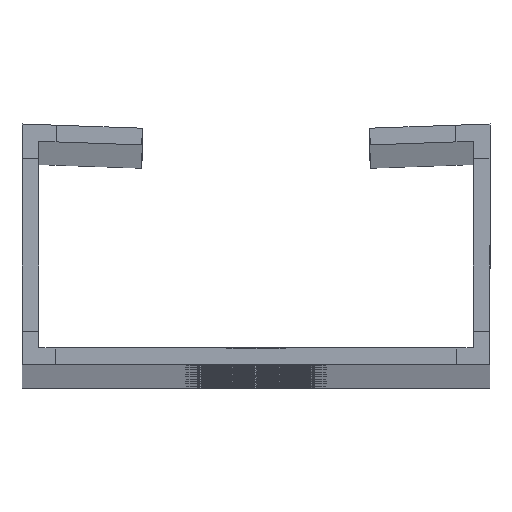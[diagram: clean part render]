
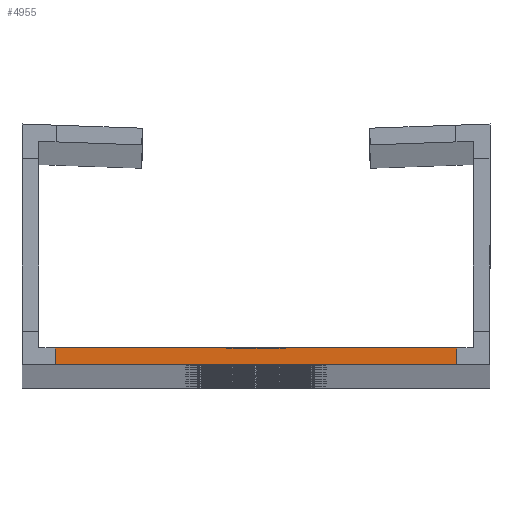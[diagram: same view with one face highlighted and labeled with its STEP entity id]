
A CAD part, top view. The second image highlights one B-rep face of the part: STEP entity #4955.
In plain terms, the highlighted planar face has unit normal (0, 0, 1).
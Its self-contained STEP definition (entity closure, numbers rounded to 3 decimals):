
#272 = ORIENTED_EDGE ( 'NONE', *, *, #8103, .T. ) ;
#413 = VERTEX_POINT ( 'NONE', #9489 ) ;
#1270 = PLANE ( 'NONE',  #4392 ) ;
#2436 = VECTOR ( 'NONE', #6633, 1000. ) ;
#2572 = VERTEX_POINT ( 'NONE', #4686 ) ;
#2625 = ORIENTED_EDGE ( 'NONE', *, *, #2706, .F. ) ;
#2706 = EDGE_CURVE ( 'NONE', #4195, #3844, #3764, .T. ) ;
#2815 = VECTOR ( 'NONE', #4145, 1000. ) ;
#3439 = DIRECTION ( 'NONE',  ( 0., 0., 1. ) ) ;
#3764 = LINE ( 'NONE', #7901, #2815 ) ;
#3844 = VERTEX_POINT ( 'NONE', #6517 ) ;
#3997 = LINE ( 'NONE', #5812, #7631 ) ;
#4145 = DIRECTION ( 'NONE',  ( 1., 0., 0. ) ) ;
#4195 = VERTEX_POINT ( 'NONE', #6857 ) ;
#4392 = AXIS2_PLACEMENT_3D ( 'NONE', #5827, #3439, #8834 ) ;
#4506 = EDGE_CURVE ( 'NONE', #2572, #3844, #3997, .T. ) ;
#4686 = CARTESIAN_POINT ( 'NONE',  ( 15., 0., 1000. ) ) ;
#4955 = ADVANCED_FACE ( 'NONE', ( #7378 ), #1270, .T. ) ;
#5812 = CARTESIAN_POINT ( 'NONE',  ( 15., 0., 1000. ) ) ;
#5827 = CARTESIAN_POINT ( 'NONE',  ( 16.25, 2.5, 1000. ) ) ;
#6384 = EDGE_LOOP ( 'NONE', ( #272, #6460, #2625, #8659 ) ) ;
#6415 = LINE ( 'NONE', #6599, #2436 ) ;
#6460 = ORIENTED_EDGE ( 'NONE', *, *, #4506, .T. ) ;
#6517 = CARTESIAN_POINT ( 'NONE',  ( 15., 1.25, 1000. ) ) ;
#6599 = CARTESIAN_POINT ( 'NONE',  ( -17.5, 0., 1000. ) ) ;
#6633 = DIRECTION ( 'NONE',  ( 1., 0., 0. ) ) ;
#6768 = VECTOR ( 'NONE', #9479, 1000. ) ;
#6857 = CARTESIAN_POINT ( 'NONE',  ( -15., 1.25, 1000. ) ) ;
#7378 = FACE_OUTER_BOUND ( 'NONE', #6384, .T. ) ;
#7387 = DIRECTION ( 'NONE',  ( 0., 1., 0. ) ) ;
#7631 = VECTOR ( 'NONE', #7387, 1000. ) ;
#7901 = CARTESIAN_POINT ( 'NONE',  ( -17.5, 1.25, 1000. ) ) ;
#8103 = EDGE_CURVE ( 'NONE', #413, #2572, #6415, .T. ) ;
#8659 = ORIENTED_EDGE ( 'NONE', *, *, #9100, .T. ) ;
#8730 = CARTESIAN_POINT ( 'NONE',  ( -15., 1.25, 1000. ) ) ;
#8809 = LINE ( 'NONE', #8730, #6768 ) ;
#8834 = DIRECTION ( 'NONE',  ( 1., 0., 0. ) ) ;
#9100 = EDGE_CURVE ( 'NONE', #4195, #413, #8809, .T. ) ;
#9479 = DIRECTION ( 'NONE',  ( 0., -1., 0. ) ) ;
#9489 = CARTESIAN_POINT ( 'NONE',  ( -15., 0., 1000. ) ) ;
